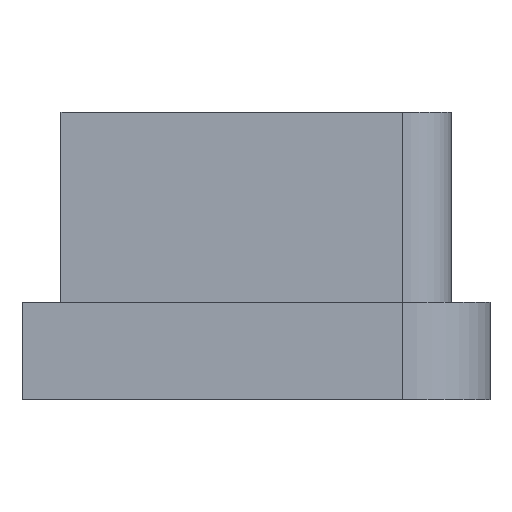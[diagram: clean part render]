
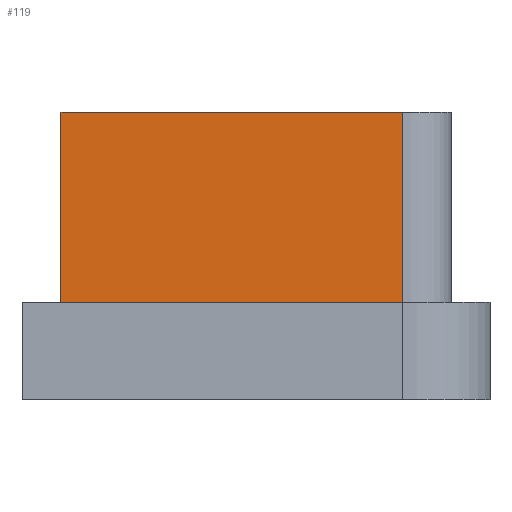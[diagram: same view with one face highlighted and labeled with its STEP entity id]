
A CAD part, left-side view. The second image highlights one B-rep face of the part: STEP entity #119.
In plain terms, the highlighted planar face has unit normal (-1, 0, 0).
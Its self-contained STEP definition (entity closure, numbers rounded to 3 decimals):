
#5 = EDGE_CURVE ( 'NONE', #48, #8, #301, .T. ) ;
#8 = VERTEX_POINT ( 'NONE', #381 ) ;
#11 = LINE ( 'NONE', #392, #475 ) ;
#27 = DIRECTION ( 'NONE',  ( 0., 0., 1. ) ) ;
#33 = ORIENTED_EDGE ( 'NONE', *, *, #103, .F. ) ;
#36 = CARTESIAN_POINT ( 'NONE',  ( 0., 0., 3.9 ) ) ;
#48 = VERTEX_POINT ( 'NONE', #579 ) ;
#55 = CARTESIAN_POINT ( 'NONE',  ( 0., 8., 3.9 ) ) ;
#58 = EDGE_CURVE ( 'NONE', #576, #416, #145, .T. ) ;
#100 = AXIS2_PLACEMENT_3D ( 'NONE', #353, #394, #27 ) ;
#103 = EDGE_CURVE ( 'NONE', #8, #416, #11, .T. ) ;
#119 = ADVANCED_FACE ( 'NONE', ( #289 ), #160, .T. ) ;
#145 = LINE ( 'NONE', #55, #556 ) ;
#160 = PLANE ( 'NONE',  #100 ) ;
#176 = LINE ( 'NONE', #36, #603 ) ;
#211 = ORIENTED_EDGE ( 'NONE', *, *, #214, .T. ) ;
#214 = EDGE_CURVE ( 'NONE', #48, #576, #176, .T. ) ;
#231 = ORIENTED_EDGE ( 'NONE', *, *, #5, .F. ) ;
#289 = FACE_OUTER_BOUND ( 'NONE', #459, .T. ) ;
#290 = VECTOR ( 'NONE', #541, 1000. ) ;
#293 = DIRECTION ( 'NONE',  ( 0., 0., -1. ) ) ;
#301 = LINE ( 'NONE', #533, #290 ) ;
#353 = CARTESIAN_POINT ( 'NONE',  ( 0., 0., 3.9 ) ) ;
#381 = CARTESIAN_POINT ( 'NONE',  ( 0., 1., 0. ) ) ;
#392 = CARTESIAN_POINT ( 'NONE',  ( 0., 0., 0. ) ) ;
#394 = DIRECTION ( 'NONE',  ( -1., 0., 0. ) ) ;
#416 = VERTEX_POINT ( 'NONE', #503 ) ;
#441 = DIRECTION ( 'NONE',  ( 0., 1., 0. ) ) ;
#459 = EDGE_LOOP ( 'NONE', ( #33, #231, #211, #474 ) ) ;
#474 = ORIENTED_EDGE ( 'NONE', *, *, #58, .T. ) ;
#475 = VECTOR ( 'NONE', #591, 1000. ) ;
#503 = CARTESIAN_POINT ( 'NONE',  ( 0., 8., 0. ) ) ;
#533 = CARTESIAN_POINT ( 'NONE',  ( 0., 1., 3.9 ) ) ;
#541 = DIRECTION ( 'NONE',  ( 0., 0., -1. ) ) ;
#556 = VECTOR ( 'NONE', #293, 1000. ) ;
#575 = CARTESIAN_POINT ( 'NONE',  ( 0., 8., 3.9 ) ) ;
#576 = VERTEX_POINT ( 'NONE', #575 ) ;
#579 = CARTESIAN_POINT ( 'NONE',  ( 0., 1., 3.9 ) ) ;
#591 = DIRECTION ( 'NONE',  ( 0., 1., 0. ) ) ;
#603 = VECTOR ( 'NONE', #441, 1000. ) ;
